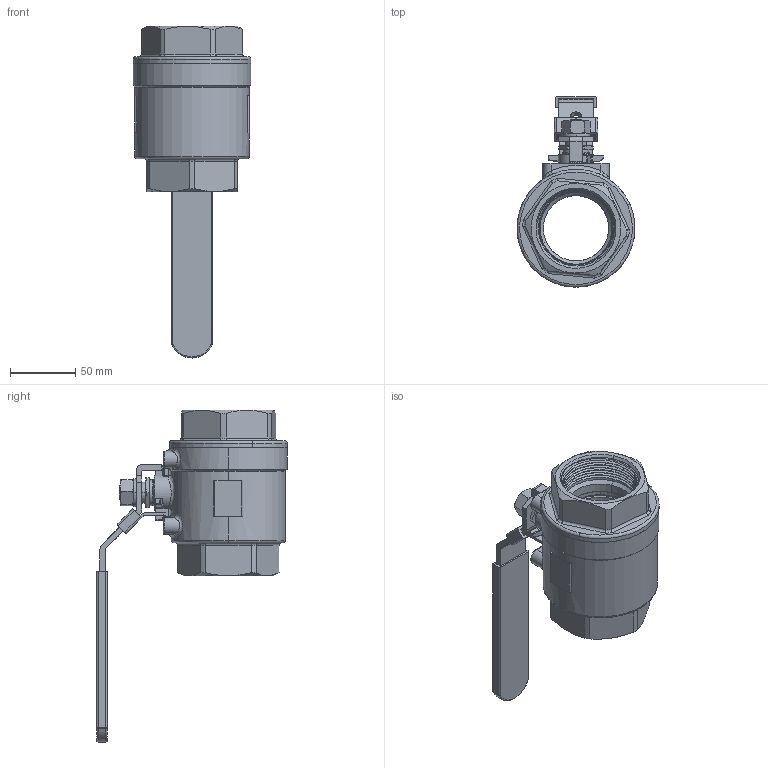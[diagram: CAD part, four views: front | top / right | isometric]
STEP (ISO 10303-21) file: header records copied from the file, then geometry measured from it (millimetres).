
FILE_DESCRIPTION (( 'STEP AP203' ), '1' );
FILE_NAME ('JV-20H.STEP', '2014-03-26T02:24:39', ( 'user' ), ( '' ), 'SwSTEP 2.0', 'SolidWorks 2005179', '' );
FILE_SCHEMA (( 'CONFIG_CONTROL_DESIGN' ));
Length unit declared in the file: millimetre
Products named in the file (17): T-31H05T0_預設; G-10G2640_預設; M-20G掛鎖; G-10G1940_預設; T-20G08T3-2_預設; T-20G08T3-1_預設; JV-20H; T-20H06T0; E-20G0460_預設; F-20H0361; C-20H506; 膠套_預設; M-20G2140; D-20H5060; G-20G1040; T-20G08T3-3_預設; T-20G07T0_預設
Assembly tree (17 placements, depth 2):
  JV-20H
    T-20G08T3-3_預設
    膠套_預設
    M-20G掛鎖
    E-20G0460_預設
    T-20H06T0
    M-20G2140
    C-20H506
    G-20G1040
    D-20H5060
    T-31H05T0_預設  x2
    T-20G07T0_預設
    T-20G08T3-1_預設
    F-20H0361
    G-10G1940_預設
    T-20G08T3-2_預設
    G-10G2640_預設
Bounding box: 90.1 x 145.65 x 253.7 mm (x, y, z)
Volume: 428961.2 mm3; surface area: 177939.9 mm2
Topology: 17 solids, 17 shells, 1022 faces, 2568 edges, 1594 vertices
Faces by surface type: cylinder 308, plane 283, bspline 186, cone 154, torus 70, sphere 21
Entity records: 85912 total; most frequent: CARTESIAN_POINT 62195, ORIENTED_EDGE 4918, DIRECTION 4042, EDGE_CURVE 2459, VERTEX_POINT 1549, AXIS2_PLACEMENT_3D 1500, EDGE_LOOP 1068, VECTOR 1042
